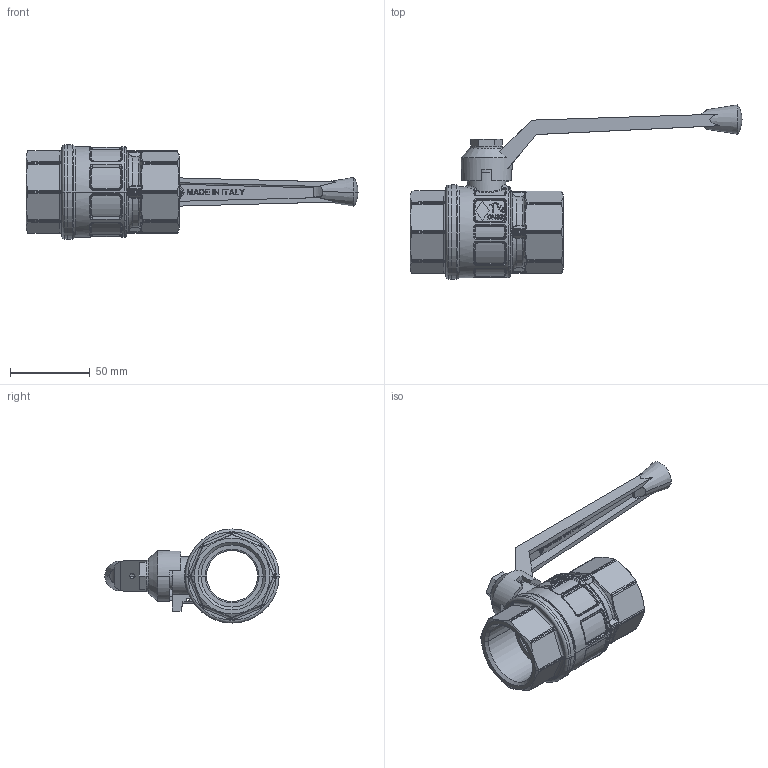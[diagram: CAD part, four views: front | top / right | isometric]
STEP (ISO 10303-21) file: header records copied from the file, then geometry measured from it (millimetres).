
FILE_DESCRIPTION(('Creo Elements/Direct Modeling STEP Export'),'2;1');
FILE_NAME('1700070000.stp','2021-02-19T10:17:49',(''),(''),'Creo Elements/Direct Modeling STEP processor for AP214 (Solid Model)','Creo Elements/Direct Modeling 20.1D 10-Oct-2020 (C) Parametric Technology GmbH','');
FILE_SCHEMA(('AUTOMOTIVE_DESIGN { 1 0 10303 214 1 1 1 1 }'));
Products named in the file (2): 1700070000-671180.PRT
Assembly tree (1 placements, depth 2):
  1700070000-671180.PRT
    1700070000-671180.PRT
Bounding box: 208 x 109.21 x 59 mm (x, y, z)
Volume: 140645.8 mm3; surface area: 45089.2 mm2
Topology: 1 solids, 1 shells, 1101 faces, 2823 edges, 1768 vertices
Faces by surface type: plane 523, bspline 252, cylinder 184, torus 76, cone 66
Entity records: 64566 total; most frequent: CARTESIAN_POINT 37907, ORIENTED_EDGE 5638, DIRECTION 4608, EDGE_CURVE 2819, VERTEX_POINT 1768, AXIS2_PLACEMENT_3D 1700, VECTOR 1208, LINE 1208
